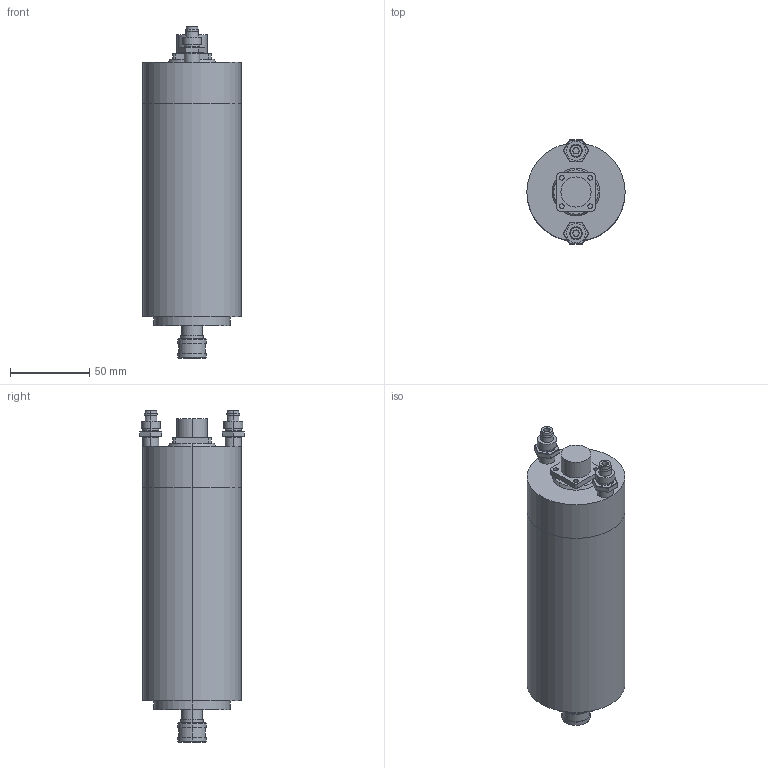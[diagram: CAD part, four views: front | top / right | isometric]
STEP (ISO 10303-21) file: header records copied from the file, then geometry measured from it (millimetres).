
FILE_DESCRIPTION (( 'STEP AP214' ), '1' );
FILE_NAME ('GDZ26-1軞蚾.STEP', '2021-05-06T00:54:59', ( '萇齟' ), ( '' ), 'SwSTEP 2.0', 'SolidWorks 2018', '' );
FILE_SCHEMA (( 'AUTOMOTIVE_DESIGN' ));
Length unit declared in the file: millimetre
Products named in the file (7): GDR26-1儂褲; GDR26-1堤盄釱; GDR26-1粣芛; GDZ26-1軞蚾; GDR26-1ヶ裔; GDZ15阨郲; 堤盄釱脣芛18x18M20
Assembly tree (7 placements, depth 2):
  GDZ26-1軞蚾
    GDR26-1儂褲
    GDR26-1堤盄釱
    GDR26-1ヶ裔
    GDR26-1粣芛
    堤盄釱脣芛18x18M20
    GDZ15阨郲  x2
Bounding box: 62 x 66 x 209.5 mm (x, y, z)
Volume: 507929.8 mm3; surface area: 55413.2 mm2
Topology: 7 solids, 7 shells, 157 faces, 322 edges, 200 vertices
Faces by surface type: cylinder 76, plane 51, cone 18, torus 12
Entity records: 3258 total; most frequent: DIRECTION 576, CARTESIAN_POINT 529, ORIENTED_EDGE 456, AXIS2_PLACEMENT_3D 239, EDGE_CURVE 228, VERTEX_POINT 144, EDGE_LOOP 134, CIRCLE 118
